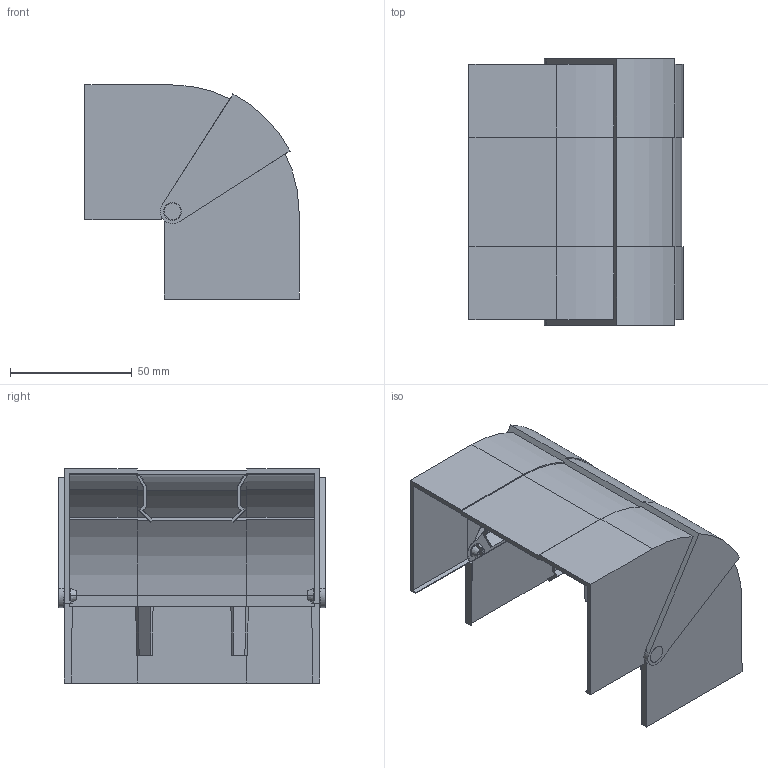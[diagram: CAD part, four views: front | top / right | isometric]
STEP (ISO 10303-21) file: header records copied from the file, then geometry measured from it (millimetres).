
FILE_DESCRIPTION (( 'STEP AP214' ), '1' );
FILE_NAME ('6113053.STEP', '2025-02-17T14:41:20', ( '' ), ( '' ), 'SwSTEP 2.0', 'SolidWorks 2024', '' );
FILE_SCHEMA (( 'AUTOMOTIVE_DESIGN' ));
Length unit declared in the file: millimetre
Products named in the file (4): 6113053; 070033_Standard; 034959_Standard; 070032_Standard
Assembly tree (4 placements, depth 2):
  6113053
    070032_Standard
    070033_Standard
    034959_Standard  x2
Bounding box: 88 x 109.6 x 88 mm (x, y, z)
Volume: 64800.2 mm3; surface area: 67802 mm2
Topology: 4 solids, 4 shells, 221 faces, 601 edges, 390 vertices
Faces by surface type: plane 143, cylinder 54, cone 24
Entity records: 6186 total; most frequent: CARTESIAN_POINT 1137, ORIENTED_EDGE 1048, DIRECTION 1013, EDGE_CURVE 524, VECTOR 401, LINE 401, VERTEX_POINT 344, AXIS2_PLACEMENT_3D 306
